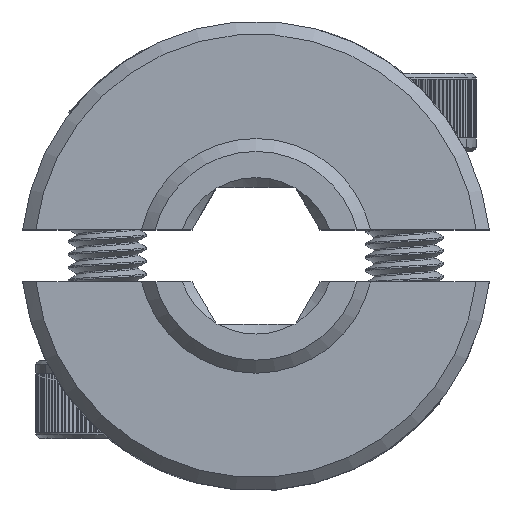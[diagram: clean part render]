
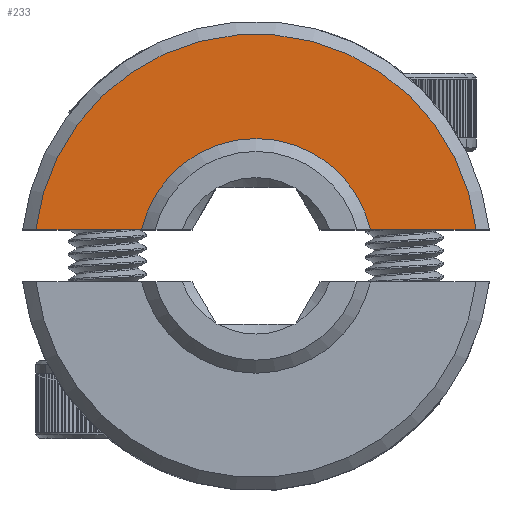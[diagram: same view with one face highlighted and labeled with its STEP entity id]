
A CAD part, top view. The second image highlights one B-rep face of the part: STEP entity #233.
In plain terms, the highlighted planar face has unit normal (0, 0, 1).
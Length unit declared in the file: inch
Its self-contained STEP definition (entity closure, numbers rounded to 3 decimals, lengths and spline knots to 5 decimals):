
#233 = ADVANCED_FACE ( 'NONE', ( #9460 ), #1729, .T. ) ;
#1259 = CARTESIAN_POINT ( 'NONE',  ( 0., 0., 0.29528 ) ) ;
#1471 = DIRECTION ( 'NONE',  ( -1., 0., 0. ) ) ;
#1729 = PLANE ( 'NONE',  #6706 ) ;
#1841 = DIRECTION ( 'NONE',  ( 0., 0., -1. ) ) ;
#2204 = ORIENTED_EDGE ( 'NONE', *, *, #9254, .T. ) ;
#2232 = CIRCLE ( 'NONE', #7643, 0.17717 ) ;
#2733 = CARTESIAN_POINT ( 'NONE',  ( 0., 0.03937, 0.29528 ) ) ;
#2743 = DIRECTION ( 'NONE',  ( 0., 0., 1. ) ) ;
#2769 = CARTESIAN_POINT ( 'NONE',  ( 0.17274, 0.03937, 0.29528 ) ) ;
#3184 = EDGE_CURVE ( 'NONE', #15924, #14483, #15549, .T. ) ;
#3635 = VECTOR ( 'NONE', #5817, 39.37008 ) ;
#4038 = VERTEX_POINT ( 'NONE', #2769 ) ;
#4191 = CARTESIAN_POINT ( 'NONE',  ( 0., 0., 0.29528 ) ) ;
#4470 = CIRCLE ( 'NONE', #5304, 0.33465 ) ;
#5152 = DIRECTION ( 'NONE',  ( 1., 0., 0. ) ) ;
#5304 = AXIS2_PLACEMENT_3D ( 'NONE', #1259, #16780, #5152 ) ;
#5486 = LINE ( 'NONE', #14907, #3635 ) ;
#5817 = DIRECTION ( 'NONE',  ( -1., 0., 0. ) ) ;
#6706 = AXIS2_PLACEMENT_3D ( 'NONE', #14706, #2743, #9440 ) ;
#7225 = CARTESIAN_POINT ( 'NONE',  ( -0.17274, 0.03937, 0.29528 ) ) ;
#7643 = AXIS2_PLACEMENT_3D ( 'NONE', #4191, #1841, #8180 ) ;
#8180 = DIRECTION ( 'NONE',  ( 1., 0., 0. ) ) ;
#9114 = VECTOR ( 'NONE', #1471, 39.37008 ) ;
#9254 = EDGE_CURVE ( 'NONE', #14648, #14483, #4470, .T. ) ;
#9440 = DIRECTION ( 'NONE',  ( 1., 0., 0. ) ) ;
#9460 = FACE_OUTER_BOUND ( 'NONE', #14610, .T. ) ;
#10901 = ORIENTED_EDGE ( 'NONE', *, *, #3184, .F. ) ;
#11361 = ORIENTED_EDGE ( 'NONE', *, *, #15298, .T. ) ;
#12733 = CARTESIAN_POINT ( 'NONE',  ( -0.33232, 0.03937, 0.29528 ) ) ;
#14483 = VERTEX_POINT ( 'NONE', #12733 ) ;
#14610 = EDGE_LOOP ( 'NONE', ( #10901, #11361, #16698, #2204 ) ) ;
#14648 = VERTEX_POINT ( 'NONE', #15770 ) ;
#14706 = CARTESIAN_POINT ( 'NONE',  ( 0., 0., 0.29528 ) ) ;
#14876 = EDGE_CURVE ( 'NONE', #14648, #4038, #5486, .T. ) ;
#14907 = CARTESIAN_POINT ( 'NONE',  ( 0., 0.03937, 0.29528 ) ) ;
#15298 = EDGE_CURVE ( 'NONE', #15924, #4038, #2232, .T. ) ;
#15549 = LINE ( 'NONE', #2733, #9114 ) ;
#15770 = CARTESIAN_POINT ( 'NONE',  ( 0.33232, 0.03937, 0.29528 ) ) ;
#15924 = VERTEX_POINT ( 'NONE', #7225 ) ;
#16698 = ORIENTED_EDGE ( 'NONE', *, *, #14876, .F. ) ;
#16780 = DIRECTION ( 'NONE',  ( 0., 0., 1. ) ) ;
